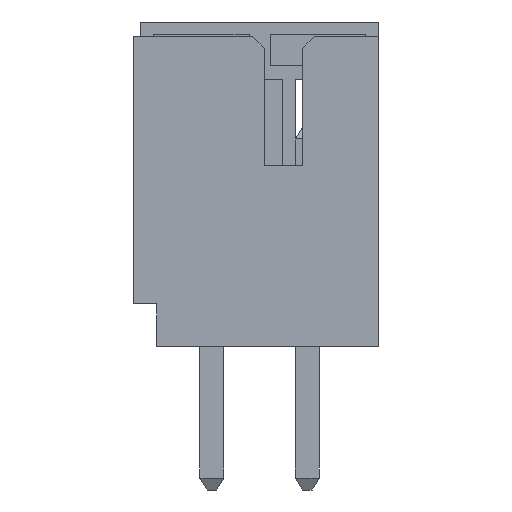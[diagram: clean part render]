
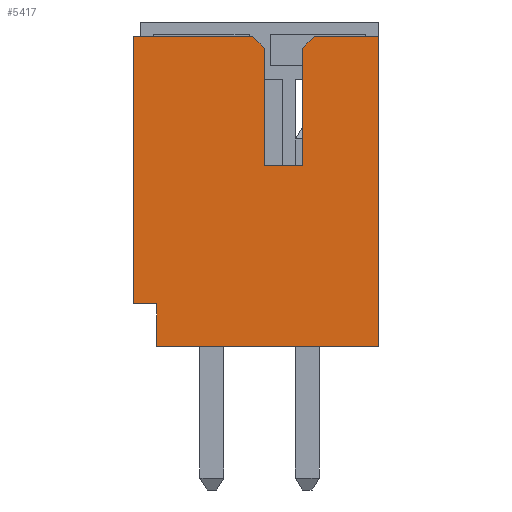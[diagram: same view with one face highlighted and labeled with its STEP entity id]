
A CAD part, left-side view. The second image highlights one B-rep face of the part: STEP entity #5417.
In plain terms, the highlighted planar face has unit normal (-1, 0, 0).
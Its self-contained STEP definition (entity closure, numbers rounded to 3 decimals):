
#577=DIRECTION('',(0.,-0.707,-0.707));
#578=VECTOR('',#577,0.354);
#579=CARTESIAN_POINT('',(0.,2.65,0.));
#580=LINE('',#579,#578);
#581=DIRECTION('',(0.,-0.707,0.707));
#582=VECTOR('',#581,0.354);
#583=CARTESIAN_POINT('',(0.,1.6,-0.25));
#584=LINE('',#583,#582);
#585=DIRECTION('',(0.,0.,-1.));
#586=VECTOR('',#585,6.5);
#587=CARTESIAN_POINT('',(0.,0.,0.));
#588=LINE('',#587,#586);
#589=DIRECTION('',(0.,1.,0.));
#590=VECTOR('',#589,4.65);
#591=CARTESIAN_POINT('',(0.,0.,-6.5));
#592=LINE('',#591,#590);
#593=DIRECTION('',(0.,0.,1.));
#594=VECTOR('',#593,0.9);
#595=CARTESIAN_POINT('',(0.,4.65,-6.5));
#596=LINE('',#595,#594);
#597=DIRECTION('',(0.,0.,1.));
#598=VECTOR('',#597,5.6);
#599=CARTESIAN_POINT('',(0.,5.15,-5.6));
#600=LINE('',#599,#598);
#613=DIRECTION('',(0.,1.,0.));
#614=VECTOR('',#613,2.5);
#615=CARTESIAN_POINT('',(0.,2.65,0.));
#616=LINE('',#615,#614);
#785=DIRECTION('',(0.,0.,1.));
#786=VECTOR('',#785,2.45);
#787=CARTESIAN_POINT('',(0.,2.4,-2.7));
#788=LINE('',#787,#786);
#793=DIRECTION('',(0.,1.,0.));
#794=VECTOR('',#793,0.8);
#795=CARTESIAN_POINT('',(0.,1.6,-2.7));
#796=LINE('',#795,#794);
#805=DIRECTION('',(0.,0.,-1.));
#806=VECTOR('',#805,2.45);
#807=CARTESIAN_POINT('',(0.,1.6,-0.25));
#808=LINE('',#807,#806);
#833=DIRECTION('',(0.,1.,0.));
#834=VECTOR('',#833,1.35);
#835=CARTESIAN_POINT('',(0.,0.,0.));
#836=LINE('',#835,#834);
#893=DIRECTION('',(0.,-1.,0.));
#894=VECTOR('',#893,0.5);
#895=CARTESIAN_POINT('',(0.,5.15,-5.6));
#896=LINE('',#895,#894);
#3445=CARTESIAN_POINT('',(0.,4.65,-6.5));
#3446=VERTEX_POINT('',#3445);
#3507=CARTESIAN_POINT('',(0.,0.,-6.5));
#3508=VERTEX_POINT('',#3507);
#3619=CARTESIAN_POINT('',(0.,4.65,-5.6));
#3621=VERTEX_POINT('',#3619);
#3775=CARTESIAN_POINT('',(0.,5.15,0.));
#3776=VERTEX_POINT('',#3775);
#3777=CARTESIAN_POINT('',(0.,5.15,-5.6));
#3778=VERTEX_POINT('',#3777);
#3795=CARTESIAN_POINT('',(0.,1.6,-0.25));
#3796=VERTEX_POINT('',#3795);
#3797=CARTESIAN_POINT('',(0.,1.35,0.));
#3798=VERTEX_POINT('',#3797);
#3799=CARTESIAN_POINT('',(0.,2.65,0.));
#3800=CARTESIAN_POINT('',(0.,2.4,-0.25));
#3801=VERTEX_POINT('',#3799);
#3802=VERTEX_POINT('',#3800);
#3803=CARTESIAN_POINT('',(0.,2.4,-2.7));
#3804=VERTEX_POINT('',#3803);
#3805=CARTESIAN_POINT('',(0.,1.6,-2.7));
#3806=VERTEX_POINT('',#3805);
#3807=CARTESIAN_POINT('',(0.,0.,0.));
#3808=VERTEX_POINT('',#3807);
#5391=CARTESIAN_POINT('',(0.,2.575,-3.25));
#5392=DIRECTION('',(1.,0.,0.));
#5393=DIRECTION('',(0.,-1.,0.));
#5394=AXIS2_PLACEMENT_3D('',#5391,#5392,#5393);
#5395=PLANE('',#5394);
#5397=ORIENTED_EDGE('',*,*,#5396,.T.);
#5399=ORIENTED_EDGE('',*,*,#5398,.F.);
#5401=ORIENTED_EDGE('',*,*,#5400,.F.);
#5403=ORIENTED_EDGE('',*,*,#5402,.F.);
#5404=ORIENTED_EDGE('',*,*,#5381,.T.);
#5406=ORIENTED_EDGE('',*,*,#5405,.F.);
#5407=ORIENTED_EDGE('',*,*,#4629,.T.);
#5408=ORIENTED_EDGE('',*,*,#4542,.T.);
#5409=ORIENTED_EDGE('',*,*,#4998,.T.);
#5411=ORIENTED_EDGE('',*,*,#5410,.F.);
#5412=ORIENTED_EDGE('',*,*,#5324,.T.);
#5414=ORIENTED_EDGE('',*,*,#5413,.F.);
#5415=EDGE_LOOP('',(#5397,#5399,#5401,#5403,#5404,#5406,#5407,#5408,#5409,#5411,
#5412,#5414));
#5416=FACE_OUTER_BOUND('',#5415,.F.);
#4542=EDGE_CURVE('',#3508,#3446,#592,.T.);
#4629=EDGE_CURVE('',#3808,#3508,#588,.T.);
#4998=EDGE_CURVE('',#3446,#3621,#596,.T.);
#5324=EDGE_CURVE('',#3778,#3776,#600,.T.);
#5381=EDGE_CURVE('',#3796,#3798,#584,.T.);
#5396=EDGE_CURVE('',#3801,#3802,#580,.T.);
#5398=EDGE_CURVE('',#3804,#3802,#788,.T.);
#5400=EDGE_CURVE('',#3806,#3804,#796,.T.);
#5402=EDGE_CURVE('',#3796,#3806,#808,.T.);
#5405=EDGE_CURVE('',#3808,#3798,#836,.T.);
#5410=EDGE_CURVE('',#3778,#3621,#896,.T.);
#5413=EDGE_CURVE('',#3801,#3776,#616,.T.);
#5417=ADVANCED_FACE('',(#5416),#5395,.F.);
